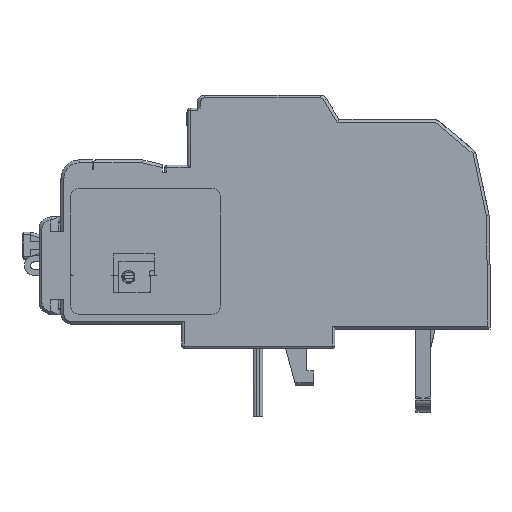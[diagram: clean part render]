
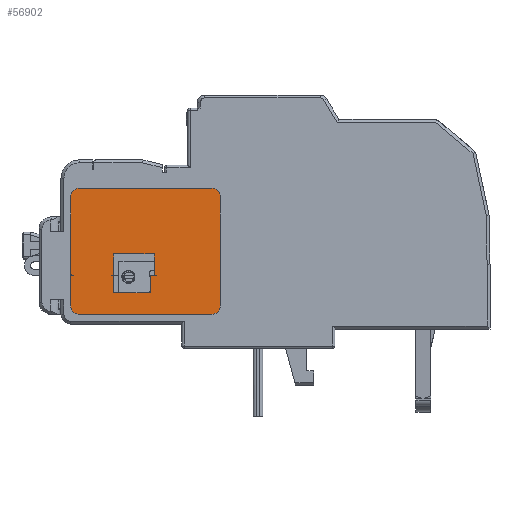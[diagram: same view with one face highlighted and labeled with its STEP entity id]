
A CAD part, left-side view. The second image highlights one B-rep face of the part: STEP entity #56902.
In plain terms, the highlighted planar face has unit normal (-1, 0, 0).
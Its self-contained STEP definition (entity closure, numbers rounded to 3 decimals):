
#17=DIRECTION('',(0.,0.,-1.));
#18=VECTOR('',#17,3.5);
#19=CARTESIAN_POINT('',(-21.8,26.9,-2.4));
#20=LINE('',#19,#18);
#33=DIRECTION('',(0.,0.,1.));
#34=VECTOR('',#33,3.5);
#35=CARTESIAN_POINT('',(-21.8,19.4,-5.9));
#36=LINE('',#35,#34);
#45=DIRECTION('',(0.,-1.,0.));
#46=VECTOR('',#45,1.3);
#47=CARTESIAN_POINT('',(-21.8,19.4,-2.4));
#48=LINE('',#47,#46);
#95=DIRECTION('',(0.,-1.,0.));
#96=VECTOR('',#95,0.5);
#97=CARTESIAN_POINT('',(-21.8,27.4,-2.4));
#98=LINE('',#97,#96);
#99=DIRECTION('',(0.,-1.,0.));
#100=VECTOR('',#99,0.5);
#101=CARTESIAN_POINT('',(-21.8,35.7,-2.4));
#102=LINE('',#101,#100);
#1087=DIRECTION('',(0.,0.,1.));
#1088=VECTOR('',#1087,15.7);
#1089=CARTESIAN_POINT('',(-21.8,35.7,-1.9));
#1090=LINE('',#1089,#1088);
#1091=CARTESIAN_POINT('',(-21.8,33.9,13.8));
#1092=DIRECTION('',(-1.,0.,0.));
#1093=DIRECTION('',(0.,0.,1.));
#1094=AXIS2_PLACEMENT_3D('',#1091,#1092,#1093);
#1096=DIRECTION('',(0.,1.,0.));
#1097=VECTOR('',#1096,27.1);
#1098=CARTESIAN_POINT('',(-21.8,6.8,15.6));
#1099=LINE('',#1098,#1097);
#1100=CARTESIAN_POINT('',(-21.8,6.8,13.8));
#1101=DIRECTION('',(-1.,0.,0.));
#1102=DIRECTION('',(0.,-1.,0.));
#1103=AXIS2_PLACEMENT_3D('',#1100,#1101,#1102);
#1105=CARTESIAN_POINT('',(-21.8,6.8,-8.5));
#1106=DIRECTION('',(-1.,0.,0.));
#1107=DIRECTION('',(0.,0.,-1.));
#1108=AXIS2_PLACEMENT_3D('',#1105,#1106,#1107);
#1110=CARTESIAN_POINT('',(-21.8,33.9,-8.5));
#1111=DIRECTION('',(-1.,0.,0.));
#1112=DIRECTION('',(0.,1.,0.));
#1113=AXIS2_PLACEMENT_3D('',#1110,#1111,#1112);
#1115=DIRECTION('',(0.,0.,1.));
#1116=VECTOR('',#1115,6.1);
#1117=CARTESIAN_POINT('',(-21.8,35.7,-8.5));
#1118=LINE('',#1117,#1116);
#1119=CARTESIAN_POINT('',(-21.8,27.4,-1.9));
#1120=DIRECTION('',(-1.,0.,0.));
#1121=DIRECTION('',(0.,0.,-1.));
#1122=AXIS2_PLACEMENT_3D('',#1119,#1120,#1121);
#1124=CARTESIAN_POINT('',(-21.8,18.1,-1.9));
#1125=DIRECTION('',(-1.,0.,0.));
#1126=DIRECTION('',(0.,1.,0.));
#1127=AXIS2_PLACEMENT_3D('',#1124,#1125,#1126);
#1129=DIRECTION('',(0.,0.,1.));
#1130=VECTOR('',#1129,4.);
#1131=CARTESIAN_POINT('',(-21.8,18.6,-1.9));
#1132=LINE('',#1131,#1130);
#1137=CARTESIAN_POINT('',(-21.8,35.2,-1.9));
#1138=DIRECTION('',(1.,0.,0.));
#1139=DIRECTION('',(0.,0.,-1.));
#1140=AXIS2_PLACEMENT_3D('',#1137,#1138,#1139);
#33653=DIRECTION('',(0.,0.,1.));
#33654=VECTOR('',#33653,22.3);
#33655=CARTESIAN_POINT('',(-21.8,5.,-8.5));
#33656=LINE('',#33655,#33654);
#33665=DIRECTION('',(0.,-1.,0.));
#33666=VECTOR('',#33665,27.1);
#33667=CARTESIAN_POINT('',(-21.8,33.9,-10.3));
#33668=LINE('',#33667,#33666);
#44572=DIRECTION('',(0.,-1.,0.));
#44573=VECTOR('',#44572,7.5);
#44574=CARTESIAN_POINT('',(-21.8,26.9,-5.9));
#44575=LINE('',#44574,#44573);
#44608=DIRECTION('',(0.,-1.,0.));
#44609=VECTOR('',#44608,8.3);
#44610=CARTESIAN_POINT('',(-21.8,26.9,2.1));
#44611=LINE('',#44610,#44609);
#44616=DIRECTION('',(0.,0.,1.));
#44617=VECTOR('',#44616,4.);
#44618=CARTESIAN_POINT('',(-21.8,26.9,-1.9));
#44619=LINE('',#44618,#44617);
#46892=CARTESIAN_POINT('',(-21.8,26.9,-1.9));
#46894=VERTEX_POINT('',#46892);
#47931=CARTESIAN_POINT('',(-21.8,5.,13.8));
#47932=CARTESIAN_POINT('',(-21.8,6.8,15.6));
#47933=VERTEX_POINT('',#47931);
#47934=VERTEX_POINT('',#47932);
#47935=CARTESIAN_POINT('',(-21.8,33.9,15.6));
#47936=VERTEX_POINT('',#47935);
#47943=CARTESIAN_POINT('',(-21.8,18.6,2.1));
#47945=VERTEX_POINT('',#47943);
#47947=CARTESIAN_POINT('',(-21.8,26.9,2.1));
#47949=VERTEX_POINT('',#47947);
#47951=CARTESIAN_POINT('',(-21.8,18.6,-1.9));
#47953=VERTEX_POINT('',#47951);
#49118=CARTESIAN_POINT('',(-21.8,26.9,-2.4));
#49119=CARTESIAN_POINT('',(-21.8,26.9,-5.9));
#49120=VERTEX_POINT('',#49118);
#49121=VERTEX_POINT('',#49119);
#49122=CARTESIAN_POINT('',(-21.8,19.4,-5.9));
#49123=VERTEX_POINT('',#49122);
#49124=CARTESIAN_POINT('',(-21.8,19.4,-2.4));
#49125=VERTEX_POINT('',#49124);
#49126=CARTESIAN_POINT('',(-21.8,6.8,-10.3));
#49127=CARTESIAN_POINT('',(-21.8,5.,-8.5));
#49128=VERTEX_POINT('',#49126);
#49129=VERTEX_POINT('',#49127);
#50330=CARTESIAN_POINT('',(-21.8,27.4,-2.4));
#50331=VERTEX_POINT('',#50330);
#50332=CARTESIAN_POINT('',(-21.8,35.2,-2.4));
#50333=VERTEX_POINT('',#50332);
#50334=CARTESIAN_POINT('',(-21.8,18.1,-2.4));
#50336=VERTEX_POINT('',#50334);
#52329=CARTESIAN_POINT('',(-21.8,35.7,-8.5));
#52330=CARTESIAN_POINT('',(-21.8,35.7,-2.4));
#52331=VERTEX_POINT('',#52329);
#52332=VERTEX_POINT('',#52330);
#52333=CARTESIAN_POINT('',(-21.8,35.7,-1.9));
#52334=CARTESIAN_POINT('',(-21.8,35.7,13.8));
#52335=VERTEX_POINT('',#52333);
#52336=VERTEX_POINT('',#52334);
#52337=CARTESIAN_POINT('',(-21.8,33.9,-10.3));
#52338=VERTEX_POINT('',#52337);
#56860=CARTESIAN_POINT('',(-21.8,0.,-2.4));
#56861=DIRECTION('',(-1.,0.,0.));
#56862=DIRECTION('',(0.,0.,1.));
#56863=AXIS2_PLACEMENT_3D('',#56860,#56861,#56862);
#56864=PLANE('',#56863);
#56865=ORIENTED_EDGE('',*,*,#55784,.T.);
#56867=ORIENTED_EDGE('',*,*,#56866,.T.);
#56868=ORIENTED_EDGE('',*,*,#56851,.T.);
#56870=ORIENTED_EDGE('',*,*,#56869,.F.);
#56872=ORIENTED_EDGE('',*,*,#56871,.F.);
#56874=ORIENTED_EDGE('',*,*,#56873,.F.);
#56876=ORIENTED_EDGE('',*,*,#56875,.F.);
#56878=ORIENTED_EDGE('',*,*,#56877,.F.);
#56880=ORIENTED_EDGE('',*,*,#56879,.F.);
#56882=ORIENTED_EDGE('',*,*,#56881,.F.);
#56883=ORIENTED_EDGE('',*,*,#56843,.T.);
#56884=EDGE_LOOP('',(#56865,#56867,#56868,#56870,#56872,#56874,#56876,#56878,
#56880,#56882,#56883));
#56885=FACE_OUTER_BOUND('',#56884,.F.);
#56886=ORIENTED_EDGE('',*,*,#55730,.F.);
#56887=ORIENTED_EDGE('',*,*,#55768,.T.);
#56888=ORIENTED_EDGE('',*,*,#55591,.T.);
#56890=ORIENTED_EDGE('',*,*,#56889,.T.);
#56891=ORIENTED_EDGE('',*,*,#55620,.T.);
#56892=ORIENTED_EDGE('',*,*,#55659,.T.);
#56893=ORIENTED_EDGE('',*,*,#55687,.F.);
#56895=ORIENTED_EDGE('',*,*,#56894,.T.);
#56897=ORIENTED_EDGE('',*,*,#56896,.F.);
#56899=ORIENTED_EDGE('',*,*,#56898,.F.);
#56900=EDGE_LOOP('',(#56886,#56887,#56888,#56890,#56891,#56892,#56893,#56895,
#56897,#56899));
#56901=FACE_BOUND('',#56900,.F.);
#56902=ADVANCED_FACE('',(#56885,#56901),#56864,.T.);
#1095=CIRCLE('',#1094,1.8);
#1104=CIRCLE('',#1103,1.8);
#1109=CIRCLE('',#1108,1.8);
#1114=CIRCLE('',#1113,1.8);
#1123=CIRCLE('',#1122,0.5);
#1128=CIRCLE('',#1127,0.5);
#1141=CIRCLE('',#1140,0.5);
#55591=EDGE_CURVE('',#49120,#49121,#20,.T.);
#55620=EDGE_CURVE('',#49123,#49125,#36,.T.);
#55659=EDGE_CURVE('',#49125,#50336,#48,.T.);
#55687=EDGE_CURVE('',#47953,#50336,#1128,.T.);
#55730=EDGE_CURVE('',#50331,#46894,#1123,.T.);
#55768=EDGE_CURVE('',#50331,#49120,#98,.T.);
#55784=EDGE_CURVE('',#52332,#50333,#102,.T.);
#56843=EDGE_CURVE('',#52331,#52332,#1118,.T.);
#56851=EDGE_CURVE('',#52335,#52336,#1090,.T.);
#56866=EDGE_CURVE('',#50333,#52335,#1141,.T.);
#56869=EDGE_CURVE('',#47936,#52336,#1095,.T.);
#56871=EDGE_CURVE('',#47934,#47936,#1099,.T.);
#56873=EDGE_CURVE('',#47933,#47934,#1104,.T.);
#56875=EDGE_CURVE('',#49129,#47933,#33656,.T.);
#56877=EDGE_CURVE('',#49128,#49129,#1109,.T.);
#56879=EDGE_CURVE('',#52338,#49128,#33668,.T.);
#56881=EDGE_CURVE('',#52331,#52338,#1114,.T.);
#56889=EDGE_CURVE('',#49121,#49123,#44575,.T.);
#56894=EDGE_CURVE('',#47953,#47945,#1132,.T.);
#56896=EDGE_CURVE('',#47949,#47945,#44611,.T.);
#56898=EDGE_CURVE('',#46894,#47949,#44619,.T.);
